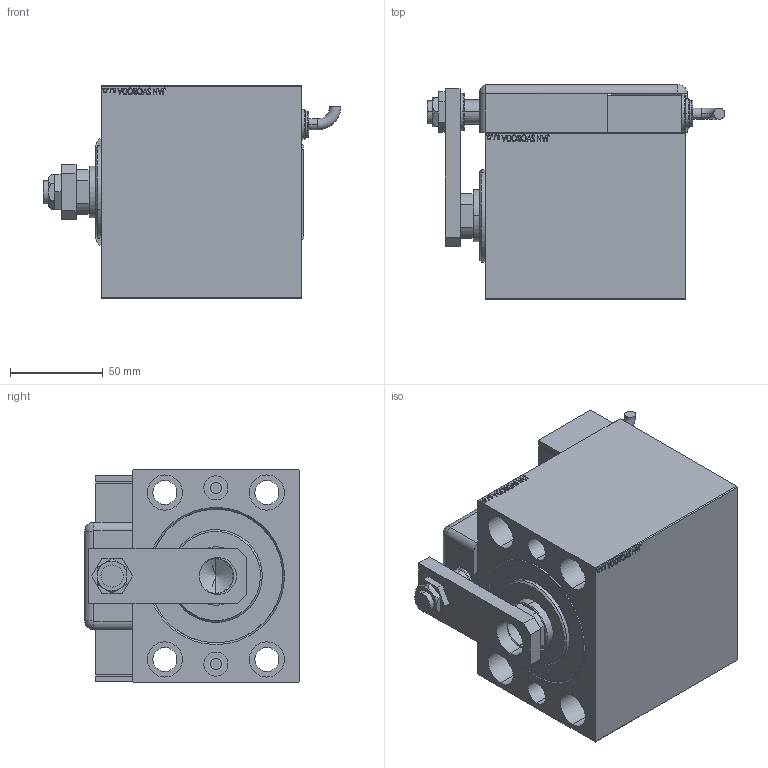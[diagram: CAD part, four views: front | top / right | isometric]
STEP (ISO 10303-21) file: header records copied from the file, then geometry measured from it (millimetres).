
FILE_DESCRIPTION (( 'STEP AP203' ), '1' );
FILE_NAME ('d7fb.STEP', '2024-04-02T11:05:16', ( '' ), ( '' ), 'SwSTEP 2.0', 'SolidWorks 2019', '' );
FILE_SCHEMA (( 'CONFIG_CONTROL_DESIGN' ));
Length unit declared in the file: millimetre
Products named in the file (13): d7fb; NUT_D19 7627e3938c9f368637d23af22e93f480; SWITCH Q 7627e3938c9f368637d23af22e93f480; ZARAZKA_Q 7627e3938c9f368637d23af22e93f480; V450CM_C_VCP 7627e3938c9f368637d23af22e93f480; NUT_D13 7627e3938c9f368637d23af22e93f480; V450CM_C_Body 7627e3938c9f368637d23af22e93f480; TYC 7627e3938c9f368637d23af22e93f480; KRYT 7627e3938c9f368637d23af22e93f480; SWITCH_Q_FRONT_BACK 7627e3938c9f368637d23af22e93f480; SWITCH DIM A_G 7627e3938c9f368637d23af22e93f480; MAGNETIC SWITCH Q 7627e3938c9f368637d23af22e93f480; V450CM_VC_B 7627e3938c9f368637d23af22e93f480
Assembly tree (13 placements, depth 3):
  d7fb
    V450CM_C_Body 7627e3938c9f368637d23af22e93f480
    V450CM_C_VCP 7627e3938c9f368637d23af22e93f480
    V450CM_VC_B 7627e3938c9f368637d23af22e93f480
    MAGNETIC SWITCH Q 7627e3938c9f368637d23af22e93f480
      SWITCH_Q_FRONT_BACK 7627e3938c9f368637d23af22e93f480
      TYC 7627e3938c9f368637d23af22e93f480
      ZARAZKA_Q 7627e3938c9f368637d23af22e93f480
      SWITCH DIM A_G 7627e3938c9f368637d23af22e93f480
      NUT_D19 7627e3938c9f368637d23af22e93f480
      NUT_D13 7627e3938c9f368637d23af22e93f480
      KRYT 7627e3938c9f368637d23af22e93f480
      SWITCH Q 7627e3938c9f368637d23af22e93f480  x2
Bounding box: 160.46 x 115.8 x 115 mm (x, y, z)
Volume: 1114785.5 mm3; surface area: 196344.7 mm2
Topology: 13 solids, 13 shells, 1245 faces, 3154 edges, 2083 vertices
Faces by surface type: plane 615, bspline 471, cylinder 113, cone 22, torus 22, sphere 2
Entity records: 59597 total; most frequent: CARTESIAN_POINT 32068, ORIENTED_EDGE 6112, DIRECTION 3864, EDGE_CURVE 3056, VERTEX_POINT 2023, LINE 1822, VECTOR 1822, EDGE_LOOP 1377
